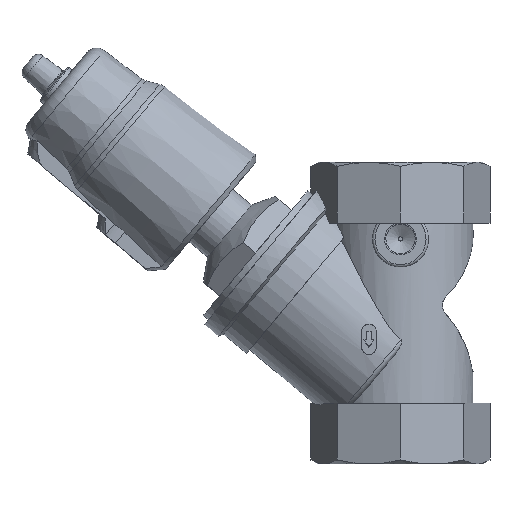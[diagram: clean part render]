
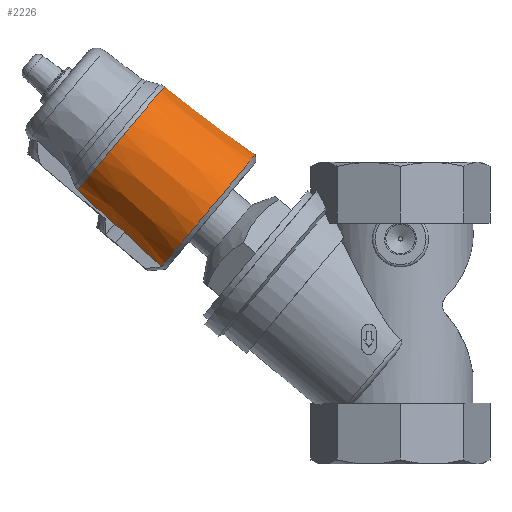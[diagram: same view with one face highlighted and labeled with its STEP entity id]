
A CAD part, left-side view. The second image highlights one B-rep face of the part: STEP entity #2226.
In plain terms, the highlighted conical face has half-angle 3 degrees and reference radius 28.445 mm.
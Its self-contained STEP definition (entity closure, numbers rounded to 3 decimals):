
#273=CONICAL_SURFACE('',#2466,28.445,0.052);
#436=B_SPLINE_CURVE_WITH_KNOTS('',3,(#3678,#3679,#3680,#3681,#3682,#3683,
#3684,#3685,#3686,#3687,#3688,#3689,#3690,#3691,#3692,#3693,#3694,#3695,
#3696,#3697,#3698,#3699,#3700,#3701,#3702,#3703,#3704,#3705,#3706,#3707,
#3708,#3709,#3710,#3711,#3712,#3713,#3714,#3715,#3716,#3717,#3718,#3719,
#3720),.UNSPECIFIED.,.F.,.F.,(4,1,1,1,1,1,1,1,1,1,1,1,1,1,1,1,1,1,1,1,1,
1,1,1,1,1,1,1,1,1,1,1,1,1,1,1,1,1,1,1,4),(0.107,0.112,
0.115,0.118,0.123,0.126,
0.129,0.131,0.134,0.137,
0.14,0.142,0.145,0.15,
0.153,0.156,0.161,0.164,
0.167,0.172,0.177,0.183,
0.188,0.194,0.199,0.205,
0.21,0.215,0.221,0.226,
0.232,0.237,0.243,0.248,
0.253,0.259,0.264,0.267,
0.27,0.275,0.28),.UNSPECIFIED.);
#450=B_SPLINE_CURVE_WITH_KNOTS('',3,(#3860,#3861,#3862,#3863),
 .UNSPECIFIED.,.F.,.F.,(4,4),(0.063,0.084),
 .UNSPECIFIED.);
#453=B_SPLINE_CURVE_WITH_KNOTS('',3,(#3877,#3878,#3879,#3880),
 .UNSPECIFIED.,.F.,.F.,(4,4),(0.063,0.084),
 .UNSPECIFIED.);
#455=B_SPLINE_CURVE_WITH_KNOTS('',3,(#3889,#3890,#3891,#3892,#3893),
 .UNSPECIFIED.,.F.,.F.,(4,1,4),(0.001,0.004,
0.007),.UNSPECIFIED.);
#457=B_SPLINE_CURVE_WITH_KNOTS('',3,(#3905,#3906,#3907,#3908),
 .UNSPECIFIED.,.F.,.F.,(4,4),(0.001,0.006),
 .UNSPECIFIED.);
#459=B_SPLINE_CURVE_WITH_KNOTS('',3,(#3921,#3922,#3923,#3924),
 .UNSPECIFIED.,.F.,.F.,(4,4),(0.001,0.022),
 .UNSPECIFIED.);
#460=B_SPLINE_CURVE_WITH_KNOTS('',3,(#3926,#3927,#3928,#3929),
 .UNSPECIFIED.,.F.,.F.,(4,4),(0.001,0.022),
 .UNSPECIFIED.);
#731=ORIENTED_EDGE('',*,*,#1311,.T.);
#732=ORIENTED_EDGE('',*,*,#1256,.T.);
#733=ORIENTED_EDGE('',*,*,#1312,.F.);
#734=ORIENTED_EDGE('',*,*,#1301,.F.);
#735=ORIENTED_EDGE('',*,*,#1298,.F.);
#736=ORIENTED_EDGE('',*,*,#1296,.T.);
#737=ORIENTED_EDGE('',*,*,#1294,.T.);
#738=ORIENTED_EDGE('',*,*,#1305,.F.);
#1256=EDGE_CURVE('',#1571,#1570,#436,.T.);
#1294=EDGE_CURVE('',#1601,#1600,#450,.T.);
#1296=EDGE_CURVE('',#1602,#1601,#1762,.T.);
#1298=EDGE_CURVE('',#1602,#1603,#453,.T.);
#1301=EDGE_CURVE('',#1603,#1605,#455,.T.);
#1305=EDGE_CURVE('',#1607,#1600,#457,.T.);
#1311=EDGE_CURVE('',#1607,#1571,#459,.T.);
#1312=EDGE_CURVE('',#1605,#1570,#460,.T.);
#1570=VERTEX_POINT('',#3677);
#1571=VERTEX_POINT('',#3721);
#1600=VERTEX_POINT('',#3859);
#1601=VERTEX_POINT('',#3864);
#1602=VERTEX_POINT('',#3871);
#1603=VERTEX_POINT('',#3881);
#1605=VERTEX_POINT('',#3894);
#1607=VERTEX_POINT('',#3903);
#1762=CIRCLE('',#2456,28.445);
#1854=EDGE_LOOP('',(#731,#732,#733,#734,#735,#736,#737,#738));
#2038=FACE_BOUND('',#1854,.T.);
#2226=ADVANCED_FACE('',(#2038),#273,.T.);
#2456=AXIS2_PLACEMENT_3D('',#3870,#2844,#2845);
#2466=AXIS2_PLACEMENT_3D('',#3930,#2869,#2870);
#2844=DIRECTION('',(0.643,-0.766,0.));
#2845=DIRECTION('',(0.766,0.643,0.));
#2869=DIRECTION('',(0.643,-0.766,0.));
#2870=DIRECTION('',(0.766,0.643,0.));
#3677=CARTESIAN_POINT('',(-81.064,98.317,10.));
#3678=CARTESIAN_POINT('',(-81.064,98.317,-10.));
#3679=CARTESIAN_POINT('',(-81.511,97.942,-11.705));
#3680=CARTESIAN_POINT('',(-82.349,97.238,-14.182));
#3681=CARTESIAN_POINT('',(-83.812,96.01,-17.301));
#3682=CARTESIAN_POINT('',(-85.455,94.632,-20.196));
#3683=CARTESIAN_POINT('',(-87.382,93.015,-22.802));
#3684=CARTESIAN_POINT('',(-89.574,91.175,-25.07));
#3685=CARTESIAN_POINT('',(-91.303,89.725,-26.554));
#3686=CARTESIAN_POINT('',(-93.123,88.197,-27.838));
#3687=CARTESIAN_POINT('',(-95.046,86.584,-28.92));
#3688=CARTESIAN_POINT('',(-97.031,84.918,-29.774));
#3689=CARTESIAN_POINT('',(-99.045,83.228,-30.391));
#3690=CARTESIAN_POINT('',(-101.094,81.509,-30.779));
#3691=CARTESIAN_POINT('',(-103.889,79.163,-30.982));
#3692=CARTESIAN_POINT('',(-106.651,76.845,-30.702));
#3693=CARTESIAN_POINT('',(-109.353,74.577,-29.959));
#3694=CARTESIAN_POINT('',(-112.035,72.327,-28.891));
#3695=CARTESIAN_POINT('',(-114.547,70.219,-27.392));
#3696=CARTESIAN_POINT('',(-116.893,68.25,-25.477));
#3697=CARTESIAN_POINT('',(-119.13,66.374,-23.268));
#3698=CARTESIAN_POINT('',(-121.577,64.32,-20.112));
#3699=CARTESIAN_POINT('',(-124.011,62.277,-15.623));
#3700=CARTESIAN_POINT('',(-125.773,60.799,-10.737));
#3701=CARTESIAN_POINT('',(-126.875,59.874,-5.442));
#3702=CARTESIAN_POINT('',(-127.241,59.567,0.007));
#3703=CARTESIAN_POINT('',(-126.876,59.874,5.433));
#3704=CARTESIAN_POINT('',(-125.774,60.798,10.733));
#3705=CARTESIAN_POINT('',(-124.013,62.276,15.619));
#3706=CARTESIAN_POINT('',(-121.58,64.318,20.108));
#3707=CARTESIAN_POINT('',(-118.64,66.785,23.901));
#3708=CARTESIAN_POINT('',(-115.17,69.696,27.024));
#3709=CARTESIAN_POINT('',(-111.411,72.851,29.263));
#3710=CARTESIAN_POINT('',(-107.329,76.276,30.637));
#3711=CARTESIAN_POINT('',(-103.208,79.734,31.05));
#3712=CARTESIAN_POINT('',(-99.016,83.252,30.507));
#3713=CARTESIAN_POINT('',(-95.035,86.593,29.042));
#3714=CARTESIAN_POINT('',(-91.244,89.774,26.649));
#3715=CARTESIAN_POINT('',(-88.455,92.114,24.015));
#3716=CARTESIAN_POINT('',(-86.417,93.824,21.499));
#3717=CARTESIAN_POINT('',(-84.587,95.36,18.798));
#3718=CARTESIAN_POINT('',(-82.646,96.989,15.048));
#3719=CARTESIAN_POINT('',(-81.51,97.942,11.704));
#3720=CARTESIAN_POINT('',(-81.064,98.317,10.));
#3721=CARTESIAN_POINT('',(-81.064,98.317,-10.));
#3859=CARTESIAN_POINT('',(-98.554,117.678,-8.5));
#3860=CARTESIAN_POINT('',(-112.675,132.747,-8.5));
#3861=CARTESIAN_POINT('',(-107.967,127.725,-8.5));
#3862=CARTESIAN_POINT('',(-103.261,122.702,-8.5));
#3863=CARTESIAN_POINT('',(-98.554,117.678,-8.5));
#3864=CARTESIAN_POINT('',(-112.675,132.747,-8.5));
#3870=CARTESIAN_POINT('',(-133.47,115.298,0.));
#3871=CARTESIAN_POINT('',(-112.675,132.747,8.5));
#3877=CARTESIAN_POINT('',(-112.675,132.747,8.5));
#3878=CARTESIAN_POINT('',(-107.967,127.725,8.5));
#3879=CARTESIAN_POINT('',(-103.261,122.702,8.5));
#3880=CARTESIAN_POINT('',(-98.554,117.678,8.5));
#3881=CARTESIAN_POINT('',(-98.554,117.678,8.5));
#3889=CARTESIAN_POINT('',(-98.554,117.678,8.5));
#3890=CARTESIAN_POINT('',(-98.131,117.014,8.984));
#3891=CARTESIAN_POINT('',(-97.149,115.596,9.742));
#3892=CARTESIAN_POINT('',(-95.963,114.195,10.));
#3893=CARTESIAN_POINT('',(-95.323,113.513,10.));
#3894=CARTESIAN_POINT('',(-95.323,113.513,10.));
#3903=CARTESIAN_POINT('',(-95.323,113.513,-10.));
#3905=CARTESIAN_POINT('',(-95.323,113.513,-10.));
#3906=CARTESIAN_POINT('',(-96.588,114.861,-10.));
#3907=CARTESIAN_POINT('',(-97.698,116.335,-9.479));
#3908=CARTESIAN_POINT('',(-98.554,117.678,-8.5));
#3921=CARTESIAN_POINT('',(-95.323,113.513,-10.));
#3922=CARTESIAN_POINT('',(-90.569,108.448,-10.));
#3923=CARTESIAN_POINT('',(-85.816,103.383,-10.));
#3924=CARTESIAN_POINT('',(-81.064,98.317,-10.));
#3926=CARTESIAN_POINT('',(-95.323,113.513,10.));
#3927=CARTESIAN_POINT('',(-90.569,108.448,10.));
#3928=CARTESIAN_POINT('',(-85.816,103.383,10.));
#3929=CARTESIAN_POINT('',(-81.064,98.317,10.));
#3930=CARTESIAN_POINT('',(-133.47,115.298,0.));
